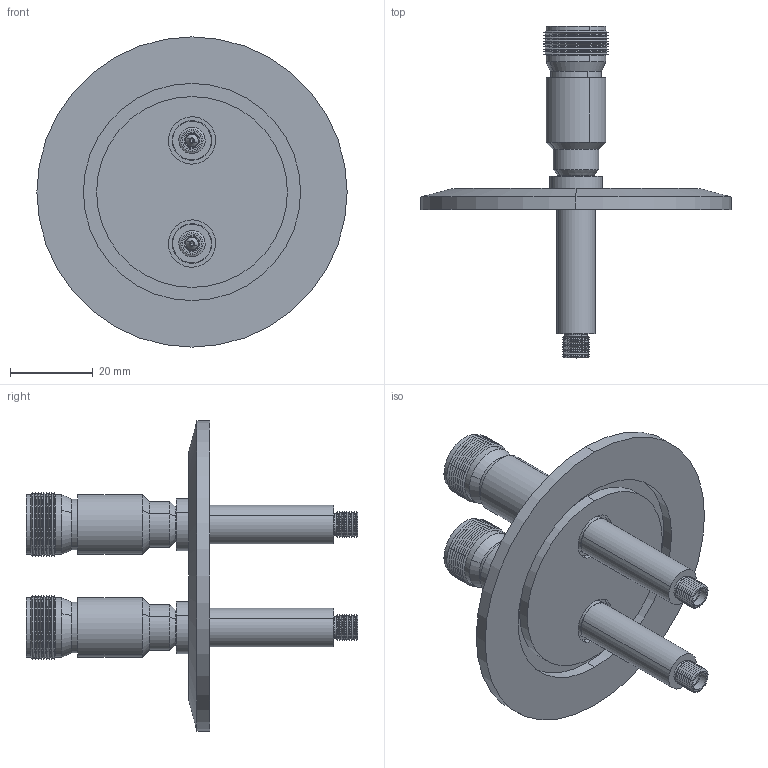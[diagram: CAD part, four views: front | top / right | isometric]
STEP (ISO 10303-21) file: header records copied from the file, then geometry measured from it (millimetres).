
FILE_DESCRIPTION (( 'STEP AP203' ), '1' );
FILE_NAME ('A8224-2-CF.STEP', '2011-10-06T13:10:24', ( '' ), ( '' ), 'SwSTEP 2.0', 'SolidWorks 2011', '' );
FILE_SCHEMA (( 'CONFIG_CONTROL_DESIGN' ));
Length unit declared in the file: inch
Products named in the file (1): A8224-2-CF
Bounding box: 74.93 x 80.14 x 74.93 mm (x, y, z)
Volume: 28650.6 mm3; surface area: 24593.4 mm2
Topology: 1 solids, 3 shells, 418 faces, 926 edges, 550 vertices
Faces by surface type: cone 202, cylinder 134, plane 78, bspline 4
Entity records: 11759 total; most frequent: DIRECTION 2246, CARTESIAN_POINT 2119, ORIENTED_EDGE 1836, AXIS2_PLACEMENT_3D 925, EDGE_CURVE 918, VERTEX_POINT 550, CIRCLE 510, EDGE_LOOP 466
